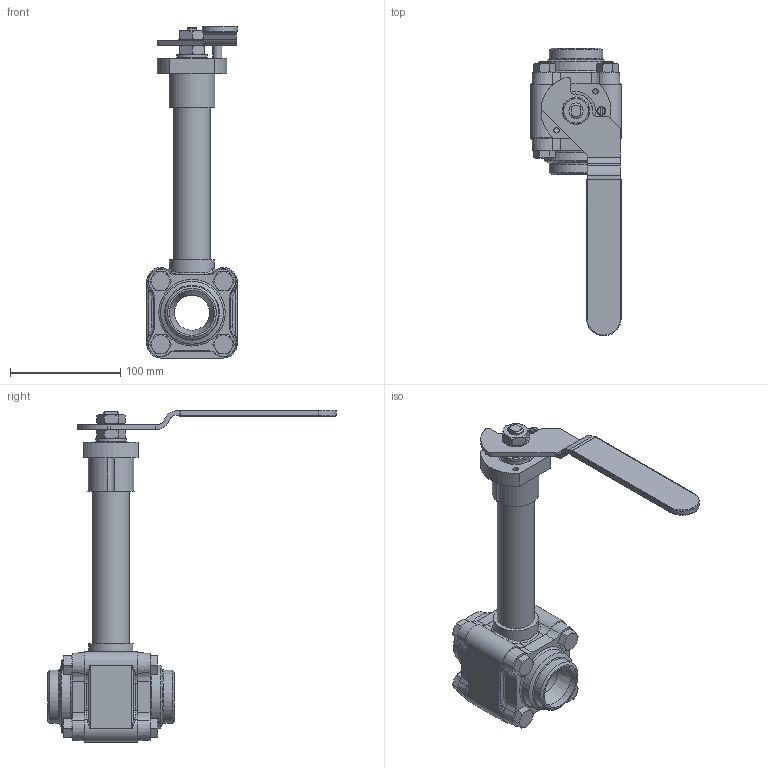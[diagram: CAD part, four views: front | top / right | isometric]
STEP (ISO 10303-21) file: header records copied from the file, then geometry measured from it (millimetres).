
FILE_DESCRIPTION((''),'2;1');
FILE_NAME('GA-C44-15-BWA-W-A-1.stp','2011-06-28T10:28:21',('jaday'),(''),'Autodesk Inventor 2009','Autodesk Inventor 2009','');
FILE_SCHEMA(('AUTOMOTIVE_DESIGN { 1 0 10303 214 1 1 1 1 }'));
Length unit declared in the file: millimetre
Products named in the file (13): GA-C44-15-BWA-W-A-1; GA-B30721-15294-A-1; GA-B35443-54871-A-1; GA-B35268-54526-A-1; GA-B04415-27100-A-1; GA-C44-15-STEM-BUILD-A-1; M10-8-080-110-A-1; M10-8-000-360-A-1; GA-BC0221-11461-A-1; GA-B03737-08388-A-1; GA-C32350-08637-A-1; GA-B03796-11500-A-1; GA-C32350-SLEEVE-A-1
Assembly tree (20 placements, depth 2):
  GA-C44-15-BWA-W-A-1
    GA-B30721-15294-A-1
    GA-B35443-54871-A-1
    GA-B35268-54526-A-1
    GA-B04415-27100-A-1  x2
    GA-C44-15-STEM-BUILD-A-1
    M10-8-080-110-A-1  x4
    M10-8-000-360-A-1  x4
    GA-BC0221-11461-A-1
    GA-B03737-08388-A-1  x2
    GA-C32350-08637-A-1
    GA-B03796-11500-A-1
    GA-C32350-SLEEVE-A-1
Bounding box: 82.12 x 261.22 x 300.91 mm (x, y, z)
Volume: 601490.5 mm3; surface area: 189376.5 mm2
Topology: 20 solids, 20 shells, 485 faces, 1142 edges, 710 vertices
Faces by surface type: plane 186, cone 134, cylinder 116, bspline 43, sphere 4, torus 2
Full cylindrical faces by diameter (mm): 8.128 x1, 8.376 x4, 10 x4, 10.5 x8, 11.633 x4, 12.751 x2, 24.308 x1, 24.663 x1, 25.133 x1, 25.464 x1, 27.686 x1, 28.499 x1, 28.575 x1, 30.531 x1, 30.671 x1, 31.75 x1, 31.815 x2, 33.401 x1, 35.052 x1, 40.64 x1, 40.925 x2, 48.325 x2, 56.9 x2, 66.75 x2
Entity records: 11883 total; most frequent: CARTESIAN_POINT 4370, DIRECTION 1549, ORIENTED_EDGE 1422, EDGE_CURVE 711, AXIS2_PLACEMENT_3D 634, VERTEX_POINT 472, EDGE_LOOP 411, CIRCLE 326
